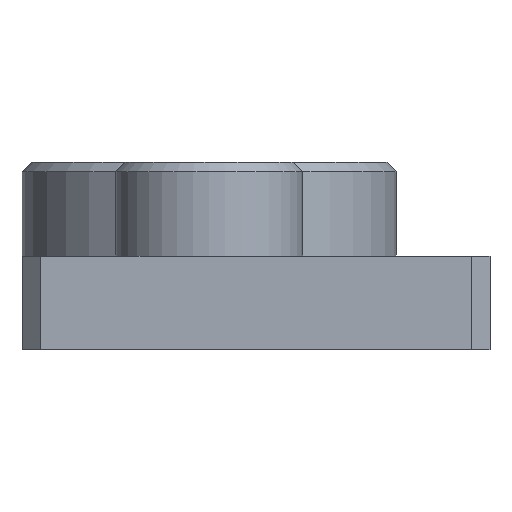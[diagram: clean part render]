
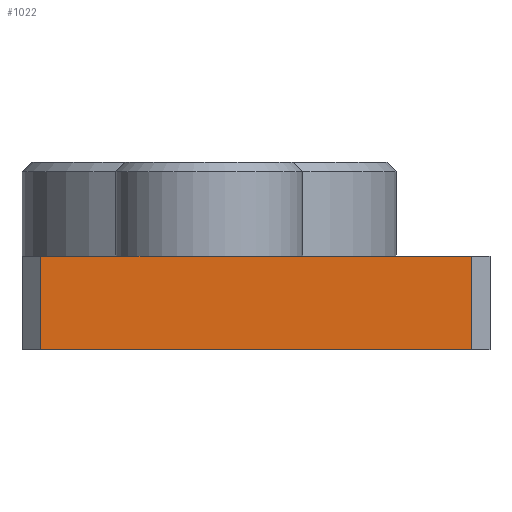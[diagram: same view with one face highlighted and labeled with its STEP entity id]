
A CAD part, front view. The second image highlights one B-rep face of the part: STEP entity #1022.
In plain terms, the highlighted planar face has unit normal (0, -1, 0).
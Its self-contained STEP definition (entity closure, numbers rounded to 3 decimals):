
#80 = VERTEX_POINT('',#81);
#81 = CARTESIAN_POINT('',(10.,-25.,5.));
#96 = PLANE('',#97);
#97 = AXIS2_PLACEMENT_3D('',#98,#99,#100);
#98 = CARTESIAN_POINT('',(0.,-25.,5.));
#99 = DIRECTION('',(0.,0.,1.));
#100 = DIRECTION('',(1.,0.,0.));
#229 = VERTEX_POINT('',#230);
#230 = CARTESIAN_POINT('',(1.,-25.,5.));
#244 = PLANE('',#245);
#245 = AXIS2_PLACEMENT_3D('',#246,#247,#248);
#246 = CARTESIAN_POINT('',(0.5,-24.5,0.));
#247 = DIRECTION('',(-0.707,-0.707,0.));
#248 = DIRECTION('',(-0.,-0.,-1.));
#256 = EDGE_CURVE('',#229,#80,#257,.T.);
#257 = SURFACE_CURVE('',#258,(#262,#269),.PCURVE_S1.);
#258 = LINE('',#259,#260);
#259 = CARTESIAN_POINT('',(0.,-25.,5.));
#260 = VECTOR('',#261,1.);
#261 = DIRECTION('',(1.,0.,0.));
#262 = PCURVE('',#96,#263);
#263 = DEFINITIONAL_REPRESENTATION('',(#264),#268);
#264 = LINE('',#265,#266);
#265 = CARTESIAN_POINT('',(0.,0.));
#266 = VECTOR('',#267,1.);
#267 = DIRECTION('',(1.,0.));
#268 = ( GEOMETRIC_REPRESENTATION_CONTEXT(2) 
PARAMETRIC_REPRESENTATION_CONTEXT() REPRESENTATION_CONTEXT('2D SPACE',''
  ) );
#269 = PCURVE('',#270,#275);
#270 = PLANE('',#271);
#271 = AXIS2_PLACEMENT_3D('',#272,#273,#274);
#272 = CARTESIAN_POINT('',(0.,-25.,0.));
#273 = DIRECTION('',(0.,1.,0.));
#274 = DIRECTION('',(0.,0.,1.));
#275 = DEFINITIONAL_REPRESENTATION('',(#276),#280);
#276 = LINE('',#277,#278);
#277 = CARTESIAN_POINT('',(5.,0.));
#278 = VECTOR('',#279,1.);
#279 = DIRECTION('',(0.,1.));
#280 = ( GEOMETRIC_REPRESENTATION_CONTEXT(2) 
PARAMETRIC_REPRESENTATION_CONTEXT() REPRESENTATION_CONTEXT('2D SPACE',''
  ) );
#282 = EDGE_CURVE('',#80,#283,#285,.T.);
#283 = VERTEX_POINT('',#284);
#284 = CARTESIAN_POINT('',(24.,-25.,5.));
#285 = SURFACE_CURVE('',#286,(#290,#297),.PCURVE_S1.);
#286 = LINE('',#287,#288);
#287 = CARTESIAN_POINT('',(0.,-25.,5.));
#288 = VECTOR('',#289,1.);
#289 = DIRECTION('',(1.,0.,0.));
#290 = PCURVE('',#96,#291);
#291 = DEFINITIONAL_REPRESENTATION('',(#292),#296);
#292 = LINE('',#293,#294);
#293 = CARTESIAN_POINT('',(0.,0.));
#294 = VECTOR('',#295,1.);
#295 = DIRECTION('',(1.,0.));
#296 = ( GEOMETRIC_REPRESENTATION_CONTEXT(2) 
PARAMETRIC_REPRESENTATION_CONTEXT() REPRESENTATION_CONTEXT('2D SPACE',''
  ) );
#297 = PCURVE('',#270,#298);
#298 = DEFINITIONAL_REPRESENTATION('',(#299),#303);
#299 = LINE('',#300,#301);
#300 = CARTESIAN_POINT('',(5.,0.));
#301 = VECTOR('',#302,1.);
#302 = DIRECTION('',(0.,1.));
#303 = ( GEOMETRIC_REPRESENTATION_CONTEXT(2) 
PARAMETRIC_REPRESENTATION_CONTEXT() REPRESENTATION_CONTEXT('2D SPACE',''
  ) );
#321 = PLANE('',#322);
#322 = AXIS2_PLACEMENT_3D('',#323,#324,#325);
#323 = CARTESIAN_POINT('',(24.5,-24.5,0.));
#324 = DIRECTION('',(-0.707,0.707,0.));
#325 = DIRECTION('',(0.,0.,1.));
#743 = PLANE('',#744);
#744 = AXIS2_PLACEMENT_3D('',#745,#746,#747);
#745 = CARTESIAN_POINT('',(0.,-25.,0.));
#746 = DIRECTION('',(0.,0.,1.));
#747 = DIRECTION('',(1.,0.,0.));
#978 = VERTEX_POINT('',#979);
#979 = CARTESIAN_POINT('',(24.,-25.,0.));
#1000 = EDGE_CURVE('',#978,#283,#1001,.T.);
#1001 = SURFACE_CURVE('',#1002,(#1006,#1013),.PCURVE_S1.);
#1002 = LINE('',#1003,#1004);
#1003 = CARTESIAN_POINT('',(24.,-25.,0.));
#1004 = VECTOR('',#1005,1.);
#1005 = DIRECTION('',(0.,0.,1.));
#1006 = PCURVE('',#321,#1007);
#1007 = DEFINITIONAL_REPRESENTATION('',(#1008),#1012);
#1008 = LINE('',#1009,#1010);
#1009 = CARTESIAN_POINT('',(0.,-0.707));
#1010 = VECTOR('',#1011,1.);
#1011 = DIRECTION('',(1.,0.));
#1012 = ( GEOMETRIC_REPRESENTATION_CONTEXT(2) 
PARAMETRIC_REPRESENTATION_CONTEXT() REPRESENTATION_CONTEXT('2D SPACE',''
  ) );
#1013 = PCURVE('',#270,#1014);
#1014 = DEFINITIONAL_REPRESENTATION('',(#1015),#1019);
#1015 = LINE('',#1016,#1017);
#1016 = CARTESIAN_POINT('',(0.,24.));
#1017 = VECTOR('',#1018,1.);
#1018 = DIRECTION('',(1.,0.));
#1019 = ( GEOMETRIC_REPRESENTATION_CONTEXT(2) 
PARAMETRIC_REPRESENTATION_CONTEXT() REPRESENTATION_CONTEXT('2D SPACE',''
  ) );
#1022 = ADVANCED_FACE('',(#1023),#270,.F.);
#1023 = FACE_BOUND('',#1024,.F.);
#1024 = EDGE_LOOP('',(#1025,#1048,#1069,#1070,#1071));
#1025 = ORIENTED_EDGE('',*,*,#1026,.F.);
#1026 = EDGE_CURVE('',#1027,#978,#1029,.T.);
#1027 = VERTEX_POINT('',#1028);
#1028 = CARTESIAN_POINT('',(1.,-25.,0.));
#1029 = SURFACE_CURVE('',#1030,(#1034,#1041),.PCURVE_S1.);
#1030 = LINE('',#1031,#1032);
#1031 = CARTESIAN_POINT('',(0.,-25.,0.));
#1032 = VECTOR('',#1033,1.);
#1033 = DIRECTION('',(1.,0.,0.));
#1034 = PCURVE('',#270,#1035);
#1035 = DEFINITIONAL_REPRESENTATION('',(#1036),#1040);
#1036 = LINE('',#1037,#1038);
#1037 = CARTESIAN_POINT('',(0.,0.));
#1038 = VECTOR('',#1039,1.);
#1039 = DIRECTION('',(0.,1.));
#1040 = ( GEOMETRIC_REPRESENTATION_CONTEXT(2) 
PARAMETRIC_REPRESENTATION_CONTEXT() REPRESENTATION_CONTEXT('2D SPACE',''
  ) );
#1041 = PCURVE('',#743,#1042);
#1042 = DEFINITIONAL_REPRESENTATION('',(#1043),#1047);
#1043 = LINE('',#1044,#1045);
#1044 = CARTESIAN_POINT('',(0.,0.));
#1045 = VECTOR('',#1046,1.);
#1046 = DIRECTION('',(1.,0.));
#1047 = ( GEOMETRIC_REPRESENTATION_CONTEXT(2) 
PARAMETRIC_REPRESENTATION_CONTEXT() REPRESENTATION_CONTEXT('2D SPACE',''
  ) );
#1048 = ORIENTED_EDGE('',*,*,#1049,.T.);
#1049 = EDGE_CURVE('',#1027,#229,#1050,.T.);
#1050 = SURFACE_CURVE('',#1051,(#1055,#1062),.PCURVE_S1.);
#1051 = LINE('',#1052,#1053);
#1052 = CARTESIAN_POINT('',(1.,-25.,0.));
#1053 = VECTOR('',#1054,1.);
#1054 = DIRECTION('',(0.,0.,1.));
#1055 = PCURVE('',#270,#1056);
#1056 = DEFINITIONAL_REPRESENTATION('',(#1057),#1061);
#1057 = LINE('',#1058,#1059);
#1058 = CARTESIAN_POINT('',(0.,1.));
#1059 = VECTOR('',#1060,1.);
#1060 = DIRECTION('',(1.,0.));
#1061 = ( GEOMETRIC_REPRESENTATION_CONTEXT(2) 
PARAMETRIC_REPRESENTATION_CONTEXT() REPRESENTATION_CONTEXT('2D SPACE',''
  ) );
#1062 = PCURVE('',#244,#1063);
#1063 = DEFINITIONAL_REPRESENTATION('',(#1064),#1068);
#1064 = LINE('',#1065,#1066);
#1065 = CARTESIAN_POINT('',(-0.,0.707));
#1066 = VECTOR('',#1067,1.);
#1067 = DIRECTION('',(-1.,0.));
#1068 = ( GEOMETRIC_REPRESENTATION_CONTEXT(2) 
PARAMETRIC_REPRESENTATION_CONTEXT() REPRESENTATION_CONTEXT('2D SPACE',''
  ) );
#1069 = ORIENTED_EDGE('',*,*,#256,.T.);
#1070 = ORIENTED_EDGE('',*,*,#282,.T.);
#1071 = ORIENTED_EDGE('',*,*,#1000,.F.);
